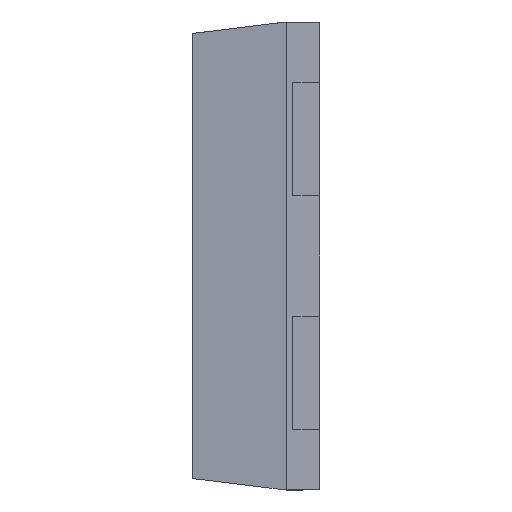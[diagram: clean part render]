
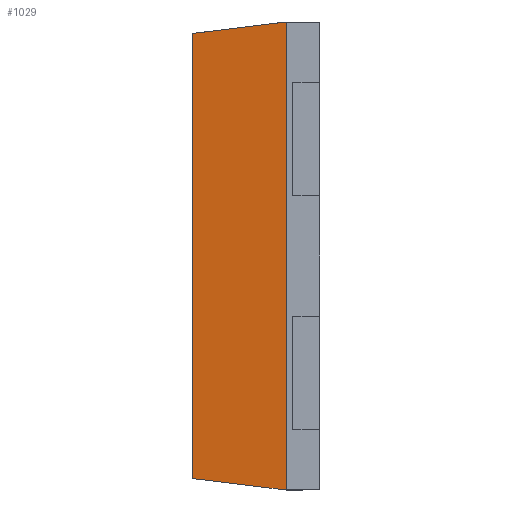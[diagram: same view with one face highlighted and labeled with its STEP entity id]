
A CAD part, left-side view. The second image highlights one B-rep face of the part: STEP entity #1029.
In plain terms, the highlighted planar face has unit normal (-0.993, 0.122, 0).
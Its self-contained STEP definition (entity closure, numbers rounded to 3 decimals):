
#85 = ORIENTED_EDGE ( 'NONE', *, *, #1083, .T. ) ;
#119 = FACE_OUTER_BOUND ( 'NONE', #216, .T. ) ;
#138 = ORIENTED_EDGE ( 'NONE', *, *, #2375, .T. ) ;
#161 = VECTOR ( 'NONE', #2258, 1000. ) ;
#204 = AXIS2_PLACEMENT_3D ( 'NONE', #1642, #831, #2417 ) ;
#216 = EDGE_LOOP ( 'NONE', ( #1042, #138, #911, #85 ) ) ;
#230 = DIRECTION ( 'NONE',  ( 0.121, 0.985, -0.121 ) ) ;
#285 = CARTESIAN_POINT ( 'NONE',  ( -1.664, 0.95, 1.664 ) ) ;
#434 = CARTESIAN_POINT ( 'NONE',  ( -1.664, 0.95, -1.664 ) ) ;
#475 = LINE ( 'NONE', #656, #1361 ) ;
#485 = DIRECTION ( 'NONE',  ( 0., 0., 1. ) ) ;
#613 = VERTEX_POINT ( 'NONE', #434 ) ;
#656 = CARTESIAN_POINT ( 'NONE',  ( -1.75, 0.25, -1.75 ) ) ;
#707 = LINE ( 'NONE', #1473, #161 ) ;
#831 = DIRECTION ( 'NONE',  ( -0.993, 0.122, 0. ) ) ;
#865 = PLANE ( 'NONE',  #204 ) ;
#887 = DIRECTION ( 'NONE',  ( 0., 0., 1. ) ) ;
#911 = ORIENTED_EDGE ( 'NONE', *, *, #1797, .F. ) ;
#1021 = CARTESIAN_POINT ( 'NONE',  ( -1.75, 0.25, -1.75 ) ) ;
#1029 = ADVANCED_FACE ( 'NONE', ( #119 ), #865, .T. ) ;
#1042 = ORIENTED_EDGE ( 'NONE', *, *, #2085, .T. ) ;
#1083 = EDGE_CURVE ( 'NONE', #613, #2118, #707, .T. ) ;
#1335 = VERTEX_POINT ( 'NONE', #2404 ) ;
#1343 = LINE ( 'NONE', #2113, #1444 ) ;
#1361 = VECTOR ( 'NONE', #485, 1000. ) ;
#1444 = VECTOR ( 'NONE', #230, 1000. ) ;
#1473 = CARTESIAN_POINT ( 'NONE',  ( -1.664, 0.95, -1.664 ) ) ;
#1642 = CARTESIAN_POINT ( 'NONE',  ( -1.75, 0.25, -1.75 ) ) ;
#1797 = EDGE_CURVE ( 'NONE', #613, #2483, #1854, .T. ) ;
#1854 = LINE ( 'NONE', #1867, #2300 ) ;
#1867 = CARTESIAN_POINT ( 'NONE',  ( -1.664, 0.95, 0. ) ) ;
#2085 = EDGE_CURVE ( 'NONE', #2118, #1335, #475, .T. ) ;
#2113 = CARTESIAN_POINT ( 'NONE',  ( -1.75, 0.25, 1.75 ) ) ;
#2118 = VERTEX_POINT ( 'NONE', #1021 ) ;
#2258 = DIRECTION ( 'NONE',  ( -0.121, -0.985, -0.121 ) ) ;
#2300 = VECTOR ( 'NONE', #887, 1000. ) ;
#2375 = EDGE_CURVE ( 'NONE', #1335, #2483, #1343, .T. ) ;
#2404 = CARTESIAN_POINT ( 'NONE',  ( -1.75, 0.25, 1.75 ) ) ;
#2417 = DIRECTION ( 'NONE',  ( -0.122, -0.993, 0. ) ) ;
#2483 = VERTEX_POINT ( 'NONE', #285 ) ;
